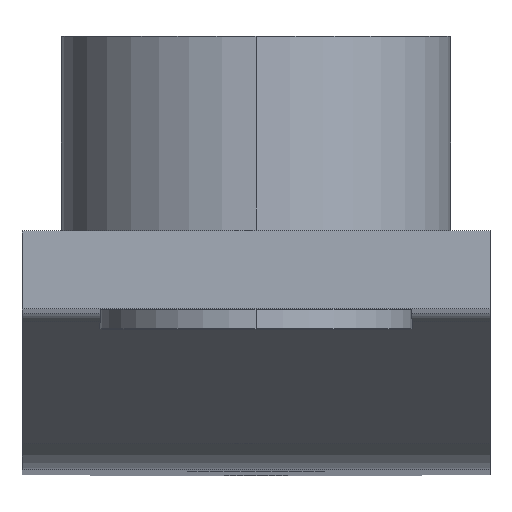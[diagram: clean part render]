
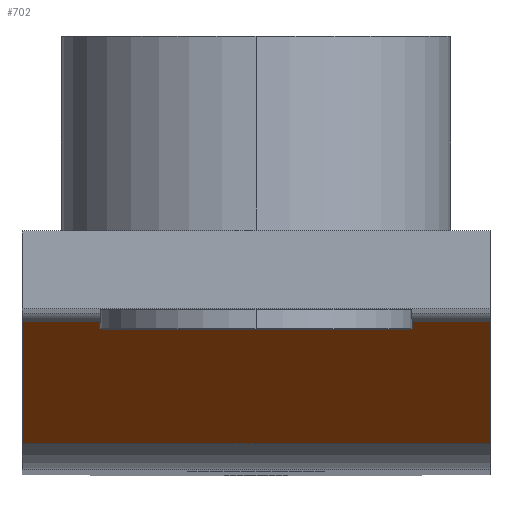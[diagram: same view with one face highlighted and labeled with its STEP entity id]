
A CAD part, top view. The second image highlights one B-rep face of the part: STEP entity #702.
In plain terms, the highlighted planar face has unit normal (0, -0.781, 0.625).
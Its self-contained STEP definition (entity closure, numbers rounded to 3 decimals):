
#134 = VECTOR ( 'NONE', #972, 1000. ) ;
#150 = CARTESIAN_POINT ( 'NONE',  ( 6., -3.343, -61.178 ) ) ;
#178 = EDGE_CURVE ( 'NONE', #858, #476, #1318, .T. ) ;
#269 = CARTESIAN_POINT ( 'NONE',  ( -6., -3.343, -61.178 ) ) ;
#328 = ORIENTED_EDGE ( 'NONE', *, *, #1146, .F. ) ;
#336 = LINE ( 'NONE', #686, #578 ) ;
#384 = EDGE_LOOP ( 'NONE', ( #491, #328, #699, #390 ) ) ;
#390 = ORIENTED_EDGE ( 'NONE', *, *, #1212, .T. ) ;
#445 = DIRECTION ( 'NONE',  ( -1., 0., 0. ) ) ;
#447 = VECTOR ( 'NONE', #579, 1000. ) ;
#476 = VERTEX_POINT ( 'NONE', #150 ) ;
#491 = ORIENTED_EDGE ( 'NONE', *, *, #971, .T. ) ;
#492 = LINE ( 'NONE', #498, #1042 ) ;
#493 = VERTEX_POINT ( 'NONE', #269 ) ;
#497 = VERTEX_POINT ( 'NONE', #1414 ) ;
#498 = CARTESIAN_POINT ( 'NONE',  ( -6., -0.219, -57.274 ) ) ;
#578 = VECTOR ( 'NONE', #445, 1000. ) ;
#579 = DIRECTION ( 'NONE',  ( -1., 0., 0. ) ) ;
#655 = DIRECTION ( 'NONE',  ( 0., 0.781, -0.625 ) ) ;
#686 = CARTESIAN_POINT ( 'NONE',  ( 6., -3.343, -61.178 ) ) ;
#699 = ORIENTED_EDGE ( 'NONE', *, *, #178, .F. ) ;
#702 = ADVANCED_FACE ( 'NONE', ( #1362 ), #790, .F. ) ;
#766 = CARTESIAN_POINT ( 'NONE',  ( 6., -0.219, -57.274 ) ) ;
#790 = PLANE ( 'NONE',  #1341 ) ;
#792 = CARTESIAN_POINT ( 'NONE',  ( 6., -0.219, -57.274 ) ) ;
#858 = VERTEX_POINT ( 'NONE', #1306 ) ;
#885 = CARTESIAN_POINT ( 'NONE',  ( 6., -0.219, -57.274 ) ) ;
#971 = EDGE_CURVE ( 'NONE', #497, #493, #492, .T. ) ;
#972 = DIRECTION ( 'NONE',  ( 0., -0.625, -0.781 ) ) ;
#1042 = VECTOR ( 'NONE', #1083, 1000. ) ;
#1083 = DIRECTION ( 'NONE',  ( 0., -0.625, -0.781 ) ) ;
#1112 = DIRECTION ( 'NONE',  ( 0., 0.625, 0.781 ) ) ;
#1146 = EDGE_CURVE ( 'NONE', #476, #493, #336, .T. ) ;
#1212 = EDGE_CURVE ( 'NONE', #858, #497, #1273, .T. ) ;
#1273 = LINE ( 'NONE', #792, #447 ) ;
#1306 = CARTESIAN_POINT ( 'NONE',  ( 6., -0.219, -57.274 ) ) ;
#1318 = LINE ( 'NONE', #885, #134 ) ;
#1341 = AXIS2_PLACEMENT_3D ( 'NONE', #766, #655, #1112 ) ;
#1362 = FACE_OUTER_BOUND ( 'NONE', #384, .T. ) ;
#1414 = CARTESIAN_POINT ( 'NONE',  ( -6., -0.219, -57.274 ) ) ;
